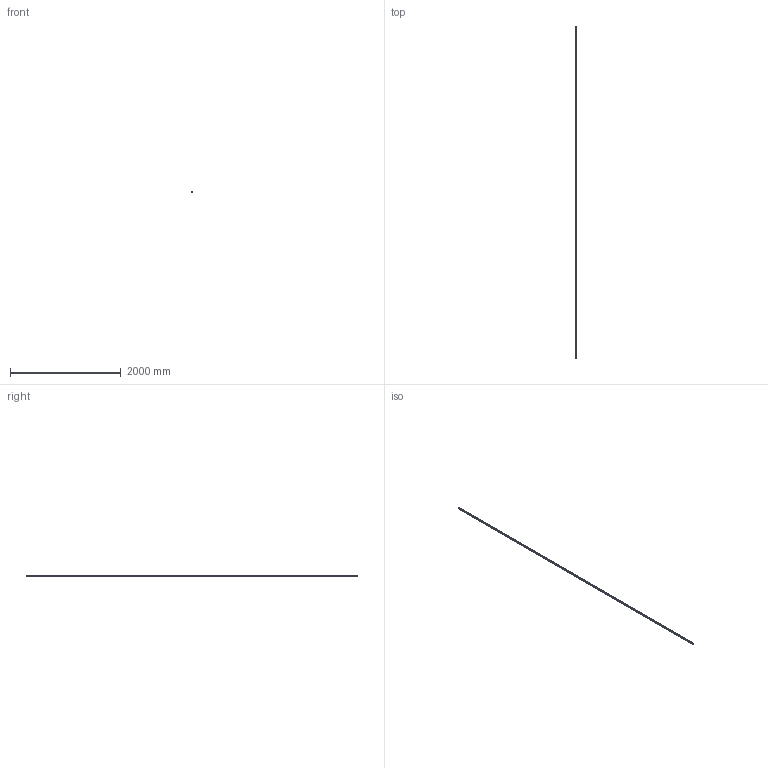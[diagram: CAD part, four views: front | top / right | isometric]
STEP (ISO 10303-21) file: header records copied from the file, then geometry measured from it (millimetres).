
FILE_DESCRIPTION(/* description */ (''),/* implementation_level */ '2;1');
FILE_NAME(/* name */ '21405.stp',/* time_stamp */ '2019-08-14T15:20:31+02:00',/* author */ ('Giuliano'),/* organization */ (''),/* preprocessor_version */ 'ST-DEVELOPER v17.2',/* originating_system */ 'Autodesk Inventor 2019',/* authorisation */ '');
FILE_SCHEMA (('AUTOMOTIVE_DESIGN { 1 0 10303 214 3 1 1 }'));
Length unit declared in the file: millimetre
Products named in the file (1): 11109_100
Bounding box: 24 x 6000 x 20 mm (x, y, z)
Volume: 1109668.9 mm3; surface area: 977598.2 mm2
Topology: 1 solids, 1 shells, 160 faces, 543 edges, 362 vertices
Faces by surface type: plane 95, cylinder 65
Full cylindrical faces by diameter (mm): 6.3 x23
Entity records: 6168 total; most frequent: DIRECTION 1133, ORIENTED_EDGE 1086, CARTESIAN_POINT 1066, EDGE_CURVE 543, AXIS2_PLACEMENT_3D 429, VERTEX_POINT 362, LINE 275, VECTOR 275
